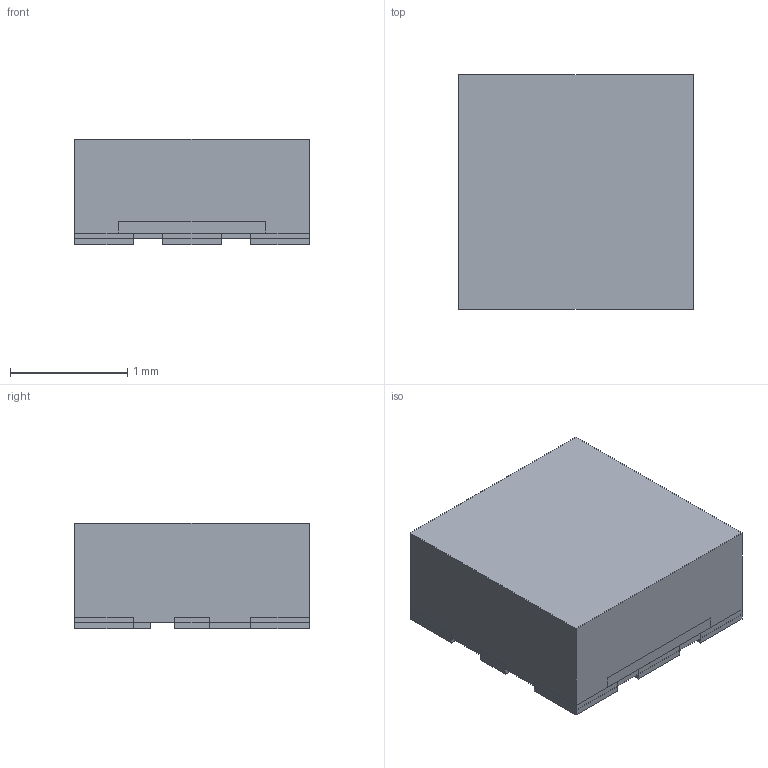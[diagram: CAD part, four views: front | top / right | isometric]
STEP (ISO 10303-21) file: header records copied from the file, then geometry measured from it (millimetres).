
FILE_DESCRIPTION(/* description */ (''),/* implementation_level */ '2;1');
FILE_NAME(/* name */ 'APA102-2020.step',/* time_stamp */ '2020-08-06T21:00:31-07:00',/* author */ (''),/* organization */ (''),/* preprocessor_version */ 'ST-DEVELOPER v18',/* originating_system */ 'Autodesk Translation Framework v8.2.0.1029',/* authorisation */ '');
FILE_SCHEMA (('AUTOMOTIVE_DESIGN { 1 0 10303 214 3 1 1 }'));
Length unit declared in the file: millimetre
Products named in the file (4): APA102-2020; Pad; IC; Body
Assembly tree (3 placements, depth 2):
  APA102-2020
    Pad
    IC
    Body
Bounding box: 2 x 2 x 0.9 mm (x, y, z)
Surface area: 26.7 mm2
Topology: 12 solids, 12 shells, 72 faces, 144 edges, 96 vertices
Faces by surface type: plane 72
Entity records: 1970 total; most frequent: CARTESIAN_POINT 320, DIRECTION 304, ORIENTED_EDGE 288, LINE 144, VECTOR 144, EDGE_CURVE 144, VERTEX_POINT 96, AXIS2_PLACEMENT_3D 80
